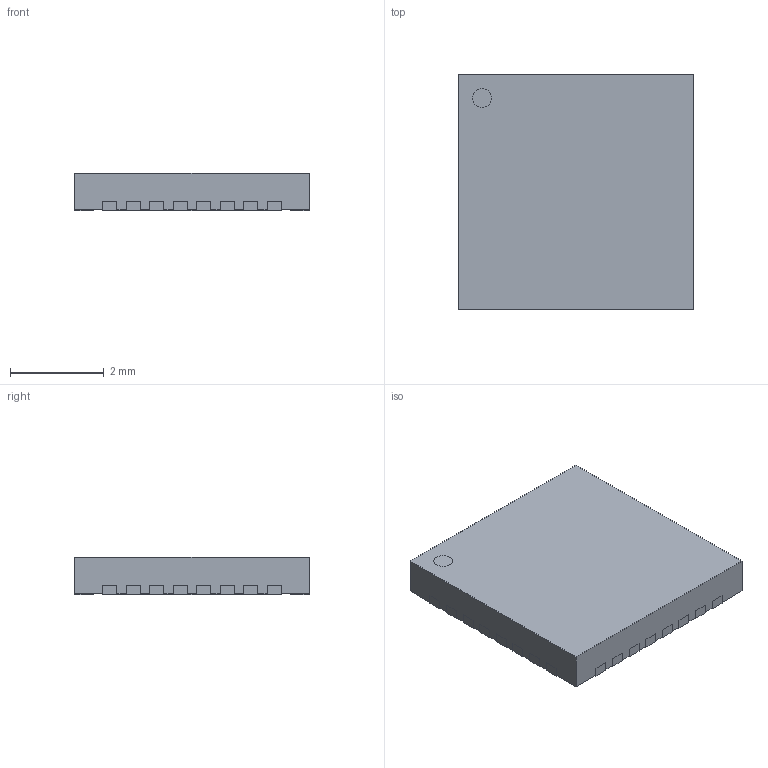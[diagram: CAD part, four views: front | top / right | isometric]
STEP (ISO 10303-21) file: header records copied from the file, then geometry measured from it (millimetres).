
FILE_DESCRIPTION(/* description */ (''),/* implementation_level */ '2;1');
FILE_NAME(/* name */ 'QFN50P500X500X80-33N-S325.stp',/* time_stamp */ '2016-02-25T11:06:21+01:00',/* author */ ('riccim'),/* organization */ (''),/* preprocessor_version */ 'ST-DEVELOPER v15.5',/* originating_system */ 'AutoCAD Mechanical',/* authorisation */ '');
FILE_SCHEMA (('AUTOMOTIVE_DESIGN { 1 0 10303 214 3 1 1 }'));
Length unit declared in the file: millimetre
Products named in the file (1): Product
Bounding box: 5 x 5 x 0.8 mm (x, y, z)
Volume: 19.8 mm3; surface area: 106.4 mm2
Topology: 35 solids, 35 shells, 337 faces, 798 edges, 532 vertices
Faces by surface type: plane 271, cylinder 66
Full cylindrical faces by diameter (mm): 0.4 x2
Entity records: 9626 total; most frequent: CARTESIAN_POINT 1666, DIRECTION 1604, ORIENTED_EDGE 1592, EDGE_CURVE 796, LINE 664, VECTOR 664, VERTEX_POINT 532, AXIS2_PLACEMENT_3D 470
